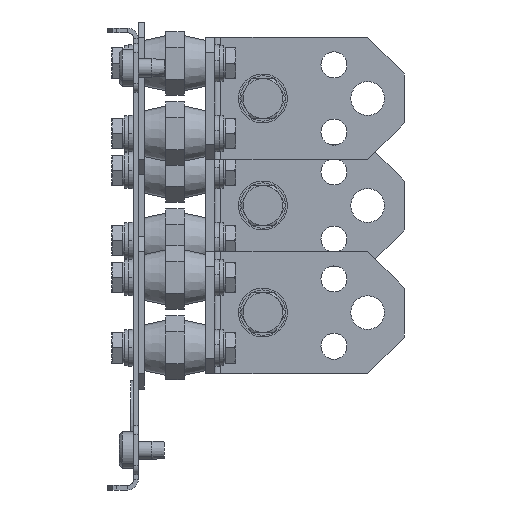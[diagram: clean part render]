
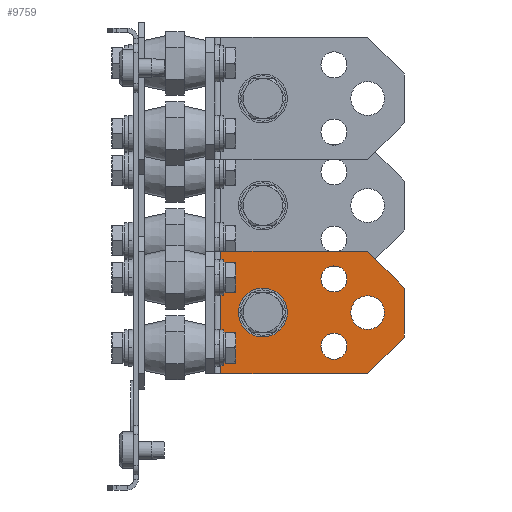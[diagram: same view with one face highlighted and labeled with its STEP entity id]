
A CAD part, left-side view. The second image highlights one B-rep face of the part: STEP entity #9759.
In plain terms, the highlighted planar face has unit normal (-1, 0, 0).
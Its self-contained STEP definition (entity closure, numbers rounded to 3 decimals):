
#8213=PLANE('',#31604);
#8746=FACE_BOUND('',#12751,.T.);
#8747=FACE_BOUND('',#12752,.T.);
#8748=FACE_BOUND('',#12753,.T.);
#8749=FACE_BOUND('',#12754,.T.);
#8750=FACE_BOUND('',#12755,.T.);
#9759=ADVANCED_FACE('',(#8746,#8747,#8748,#8749,#8750),#8213,.F.);
#12751=EDGE_LOOP('',(#20315,#20316));
#12752=EDGE_LOOP('',(#20317,#20318));
#12753=EDGE_LOOP('',(#20319,#20320));
#12754=EDGE_LOOP('',(#20321,#20322));
#12755=EDGE_LOOP('',(#20323,#20324,#20325,#20326,#20327,#20328));
#14811=LINE('',#43074,#16730);
#14815=LINE('',#43083,#16734);
#14821=LINE('',#43097,#16740);
#14823=LINE('',#43108,#16742);
#14824=LINE('',#43109,#16743);
#14825=LINE('',#43110,#16744);
#16730=VECTOR('',#36019,1.);
#16734=VECTOR('',#36025,1.);
#16740=VECTOR('',#36033,1.);
#16742=VECTOR('',#36047,1.);
#16743=VECTOR('',#36048,1.);
#16744=VECTOR('',#36049,1.);
#20315=ORIENTED_EDGE('',*,*,#27715,.T.);
#20316=ORIENTED_EDGE('',*,*,#27716,.T.);
#20317=ORIENTED_EDGE('',*,*,#27717,.F.);
#20318=ORIENTED_EDGE('',*,*,#27693,.F.);
#20319=ORIENTED_EDGE('',*,*,#27718,.F.);
#20320=ORIENTED_EDGE('',*,*,#27697,.F.);
#20321=ORIENTED_EDGE('',*,*,#27719,.F.);
#20322=ORIENTED_EDGE('',*,*,#27701,.F.);
#20323=ORIENTED_EDGE('',*,*,#27713,.T.);
#20324=ORIENTED_EDGE('',*,*,#27720,.T.);
#20325=ORIENTED_EDGE('',*,*,#27703,.T.);
#20326=ORIENTED_EDGE('',*,*,#27721,.T.);
#20327=ORIENTED_EDGE('',*,*,#27707,.T.);
#20328=ORIENTED_EDGE('',*,*,#27722,.T.);
#25127=VERTEX_POINT('',#43051);
#25128=VERTEX_POINT('',#43053);
#25131=VERTEX_POINT('',#43060);
#25132=VERTEX_POINT('',#43062);
#25135=VERTEX_POINT('',#43069);
#25136=VERTEX_POINT('',#43071);
#25137=VERTEX_POINT('',#43075);
#25138=VERTEX_POINT('',#43076);
#25141=VERTEX_POINT('',#43084);
#25142=VERTEX_POINT('',#43085);
#25147=VERTEX_POINT('',#43096);
#25148=VERTEX_POINT('',#43098);
#25149=VERTEX_POINT('',#43102);
#25150=VERTEX_POINT('',#43103);
#27693=EDGE_CURVE('',#25127,#25128,#29945,.T.);
#27697=EDGE_CURVE('',#25131,#25132,#29947,.T.);
#27701=EDGE_CURVE('',#25135,#25136,#29949,.T.);
#27703=EDGE_CURVE('',#25137,#25138,#14811,.T.);
#27707=EDGE_CURVE('',#25141,#25142,#14815,.T.);
#27713=EDGE_CURVE('',#25148,#25147,#14821,.T.);
#27715=EDGE_CURVE('',#25149,#25150,#29950,.T.);
#27716=EDGE_CURVE('',#25150,#25149,#29951,.T.);
#27717=EDGE_CURVE('',#25128,#25127,#29952,.T.);
#27718=EDGE_CURVE('',#25132,#25131,#29953,.T.);
#27719=EDGE_CURVE('',#25136,#25135,#29954,.T.);
#27720=EDGE_CURVE('',#25147,#25137,#14823,.T.);
#27721=EDGE_CURVE('',#25138,#25141,#14824,.T.);
#27722=EDGE_CURVE('',#25142,#25148,#14825,.T.);
#29945=CIRCLE('',#31588,4.25);
#29947=CIRCLE('',#31591,4.25);
#29949=CIRCLE('',#31594,5.5);
#29950=CIRCLE('',#31599,8.);
#29951=CIRCLE('',#31600,8.);
#29952=CIRCLE('',#31601,4.25);
#29953=CIRCLE('',#31602,4.25);
#29954=CIRCLE('',#31603,5.5);
#31588=AXIS2_PLACEMENT_3D('',#43052,#35998,#35999);
#31591=AXIS2_PLACEMENT_3D('',#43061,#36006,#36007);
#31594=AXIS2_PLACEMENT_3D('',#43070,#36014,#36015);
#31599=AXIS2_PLACEMENT_3D('',#43101,#36037,#36038);
#31600=AXIS2_PLACEMENT_3D('',#43104,#36039,#36040);
#31601=AXIS2_PLACEMENT_3D('',#43105,#36041,#36042);
#31602=AXIS2_PLACEMENT_3D('',#43106,#36043,#36044);
#31603=AXIS2_PLACEMENT_3D('',#43107,#36045,#36046);
#31604=AXIS2_PLACEMENT_3D('',#43111,#36050,#36051);
#35998=DIRECTION('',(-1.,0.,0.));
#35999=DIRECTION('',(0.,-1.,0.));
#36006=DIRECTION('',(-1.,0.,0.));
#36007=DIRECTION('',(0.,1.,0.));
#36014=DIRECTION('',(-1.,0.,0.));
#36015=DIRECTION('',(0.,1.,0.));
#36019=DIRECTION('',(0.,0.,1.));
#36025=DIRECTION('',(0.,1.,0.));
#36033=DIRECTION('',(0.,-1.,0.));
#36037=DIRECTION('',(1.,0.,0.));
#36038=DIRECTION('',(0.,0.902,0.433));
#36039=DIRECTION('',(1.,0.,0.));
#36040=DIRECTION('',(0.,0.902,0.433));
#36041=DIRECTION('',(-1.,0.,0.));
#36042=DIRECTION('',(0.,-1.,0.));
#36043=DIRECTION('',(-1.,0.,0.));
#36044=DIRECTION('',(0.,1.,0.));
#36045=DIRECTION('',(-1.,0.,0.));
#36046=DIRECTION('',(0.,1.,0.));
#36047=DIRECTION('',(0.,-0.707,0.707));
#36048=DIRECTION('',(0.,0.707,0.707));
#36049=DIRECTION('',(0.,0.,-1.));
#36050=DIRECTION('',(1.,0.,0.));
#36051=DIRECTION('',(0.,1.,0.));
#43051=CARTESIAN_POINT('',(-56.243,246.25,-214.257));
#43052=CARTESIAN_POINT('',(-56.243,250.5,-214.257));
#43053=CARTESIAN_POINT('',(-56.243,254.75,-214.257));
#43060=CARTESIAN_POINT('',(-56.243,246.25,-236.257));
#43061=CARTESIAN_POINT('',(-56.243,250.5,-236.257));
#43062=CARTESIAN_POINT('',(-56.243,254.75,-236.257));
#43069=CARTESIAN_POINT('',(-56.243,234.,-225.257));
#43070=CARTESIAN_POINT('',(-56.243,239.5,-225.257));
#43071=CARTESIAN_POINT('',(-56.243,245.,-225.257));
#43074=CARTESIAN_POINT('',(-56.243,227.5,-205.257));
#43075=CARTESIAN_POINT('',(-56.243,227.5,-233.257));
#43076=CARTESIAN_POINT('',(-56.243,227.5,-217.257));
#43083=CARTESIAN_POINT('',(-56.243,227.5,-205.257));
#43084=CARTESIAN_POINT('',(-56.243,239.5,-205.257));
#43085=CARTESIAN_POINT('',(-56.243,287.5,-205.257));
#43096=CARTESIAN_POINT('',(-56.243,239.5,-245.257));
#43097=CARTESIAN_POINT('',(-56.243,227.5,-245.257));
#43098=CARTESIAN_POINT('',(-56.243,287.5,-245.257));
#43101=CARTESIAN_POINT('',(-56.243,273.75,-225.257));
#43102=CARTESIAN_POINT('',(-56.243,266.537,-228.719));
#43103=CARTESIAN_POINT('',(-56.243,280.963,-221.796));
#43104=CARTESIAN_POINT('',(-56.243,273.75,-225.257));
#43105=CARTESIAN_POINT('',(-56.243,250.5,-214.257));
#43106=CARTESIAN_POINT('',(-56.243,250.5,-236.257));
#43107=CARTESIAN_POINT('',(-56.243,239.5,-225.257));
#43108=CARTESIAN_POINT('',(-56.243,227.5,-233.257));
#43109=CARTESIAN_POINT('',(-56.243,239.5,-205.257));
#43110=CARTESIAN_POINT('',(-56.243,287.5,-205.257));
#43111=CARTESIAN_POINT('',(-56.243,227.5,-245.257));
